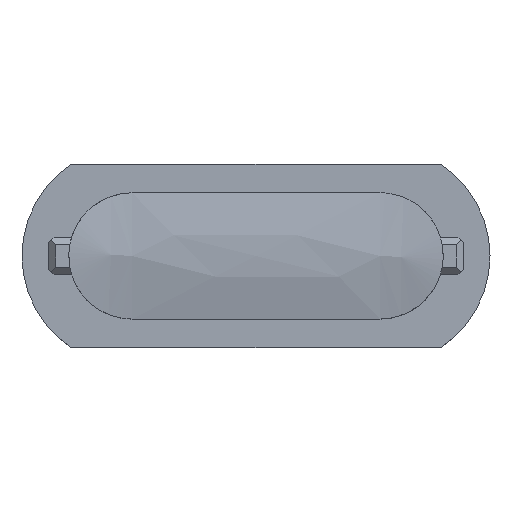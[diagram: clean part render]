
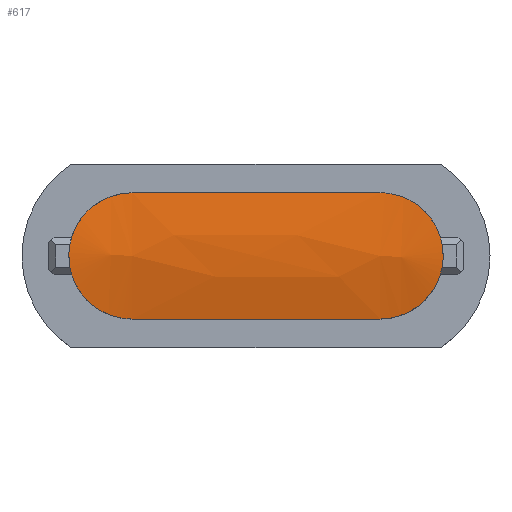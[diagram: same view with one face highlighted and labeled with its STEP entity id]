
A CAD part, top view. The second image highlights one B-rep face of the part: STEP entity #617.
In plain terms, the highlighted free-form (B-spline) face has degree [2, 1] with [5, 2] control points.
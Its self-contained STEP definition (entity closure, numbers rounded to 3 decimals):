
#15=(
BOUNDED_SURFACE()
B_SPLINE_SURFACE(2,1,((#1059,#1060),(#1061,#1062),(#1063,#1064),(#1065,
#1066),(#1067,#1068)),.UNSPECIFIED.,.F.,.F.,.F.)
B_SPLINE_SURFACE_WITH_KNOTS((3,2,3),(2,2),(-206.3,-200.811,
-195.321),(0.,3.72),.UNSPECIFIED.)
GEOMETRIC_REPRESENTATION_ITEM()
RATIONAL_B_SPLINE_SURFACE(((0.87,0.87),(0.903,
0.903),(1.,1.),(0.903,0.903),(0.87,
0.87)))
REPRESENTATION_ITEM('')
SURFACE()
);
#19=B_SPLINE_CURVE_WITH_KNOTS('',3,(#910,#911,#912,#913,#914,#915,#916,
#917,#918,#919,#920,#921,#922,#923,#924,#925,#926,#927,#928,#929,#930,#931,
#932,#933,#934,#935),.UNSPECIFIED.,.F.,.F.,(4,2,2,2,2,2,2,2,2,2,2,2,4),
(0.,0.034,0.074,0.156,
0.292,0.418,0.554,0.689,
0.815,0.951,1.033,1.073,1.107),
 .UNSPECIFIED.);
#20=B_SPLINE_CURVE_WITH_KNOTS('',3,(#998,#999,#1000,#1001,#1002,#1003,#1004,
#1005,#1006,#1007,#1008,#1009,#1010,#1011,#1012,#1013,#1014,#1015,#1016,
#1017,#1018,#1019,#1020,#1021,#1022,#1023),.UNSPECIFIED.,.F.,.F.,(4,2,2,
2,2,2,2,2,2,2,2,2,4),(0.,0.034,0.074,
0.156,0.292,0.418,0.554,
0.689,0.815,0.951,1.033,1.073,
1.107),.UNSPECIFIED.);
#70=FACE_OUTER_BOUND('',#104,.T.);
#104=EDGE_LOOP('',(#518,#519,#520,#521));
#172=LINE('',#1069,#236);
#173=LINE('',#1070,#237);
#236=VECTOR('',#819,10.);
#237=VECTOR('',#820,10.);
#259=VERTEX_POINT('',#908);
#260=VERTEX_POINT('',#909);
#281=VERTEX_POINT('',#996);
#282=VERTEX_POINT('',#997);
#323=EDGE_CURVE('',#259,#260,#19,.T.);
#354=EDGE_CURVE('',#281,#282,#20,.T.);
#374=EDGE_CURVE('',#282,#259,#172,.T.);
#375=EDGE_CURVE('',#260,#281,#173,.T.);
#518=ORIENTED_EDGE('',*,*,#354,.T.);
#519=ORIENTED_EDGE('',*,*,#374,.T.);
#520=ORIENTED_EDGE('',*,*,#323,.T.);
#521=ORIENTED_EDGE('',*,*,#375,.T.);
#617=ADVANCED_FACE('',(#70),#15,.T.);
#819=DIRECTION('',(-1.,0.,0.));
#820=DIRECTION('',(1.,0.,0.));
#908=CARTESIAN_POINT('',(-40.893,3.5,10.576));
#909=CARTESIAN_POINT('',(-40.893,-3.5,10.576));
#910=CARTESIAN_POINT('Ctrl Pts',(-40.893,3.5,10.576));
#911=CARTESIAN_POINT('Ctrl Pts',(-41.007,3.5,10.576));
#912=CARTESIAN_POINT('Ctrl Pts',(-41.121,3.494,10.577));
#913=CARTESIAN_POINT('Ctrl Pts',(-41.366,3.47,10.584));
#914=CARTESIAN_POINT('Ctrl Pts',(-41.498,3.45,10.589));
#915=CARTESIAN_POINT('Ctrl Pts',(-41.895,3.365,10.613));
#916=CARTESIAN_POINT('Ctrl Pts',(-42.154,3.277,10.636));
#917=CARTESIAN_POINT('Ctrl Pts',(-42.806,2.965,10.713));
#918=CARTESIAN_POINT('Ctrl Pts',(-43.171,2.695,10.776));
#919=CARTESIAN_POINT('Ctrl Pts',(-43.755,2.057,10.892));
#920=CARTESIAN_POINT('Ctrl Pts',(-43.98,1.702,10.946));
#921=CARTESIAN_POINT('Ctrl Pts',(-44.306,0.898,11.026));
#922=CARTESIAN_POINT('Ctrl Pts',(-44.393,0.452,11.05));
#923=CARTESIAN_POINT('Ctrl Pts',(-44.393,-0.452,11.05));
#924=CARTESIAN_POINT('Ctrl Pts',(-44.306,-0.898,11.026));
#925=CARTESIAN_POINT('Ctrl Pts',(-43.98,-1.702,10.946));
#926=CARTESIAN_POINT('Ctrl Pts',(-43.755,-2.057,10.893));
#927=CARTESIAN_POINT('Ctrl Pts',(-43.171,-2.695,10.776));
#928=CARTESIAN_POINT('Ctrl Pts',(-42.806,-2.965,10.713));
#929=CARTESIAN_POINT('Ctrl Pts',(-42.154,-3.276,10.636));
#930=CARTESIAN_POINT('Ctrl Pts',(-41.895,-3.365,10.613));
#931=CARTESIAN_POINT('Ctrl Pts',(-41.498,-3.45,10.589));
#932=CARTESIAN_POINT('Ctrl Pts',(-41.366,-3.47,10.584));
#933=CARTESIAN_POINT('Ctrl Pts',(-41.121,-3.494,10.577));
#934=CARTESIAN_POINT('Ctrl Pts',(-41.007,-3.5,10.576));
#935=CARTESIAN_POINT('Ctrl Pts',(-40.893,-3.5,10.576));
#996=CARTESIAN_POINT('',(-27.143,-3.5,10.576));
#997=CARTESIAN_POINT('',(-27.143,3.5,10.576));
#998=CARTESIAN_POINT('Ctrl Pts',(-27.143,-3.5,10.576));
#999=CARTESIAN_POINT('Ctrl Pts',(-27.03,-3.5,10.576));
#1000=CARTESIAN_POINT('Ctrl Pts',(-26.916,-3.494,10.577));
#1001=CARTESIAN_POINT('Ctrl Pts',(-26.67,-3.47,10.584));
#1002=CARTESIAN_POINT('Ctrl Pts',(-26.539,-3.45,10.589));
#1003=CARTESIAN_POINT('Ctrl Pts',(-26.142,-3.365,10.613));
#1004=CARTESIAN_POINT('Ctrl Pts',(-25.883,-3.277,10.636));
#1005=CARTESIAN_POINT('Ctrl Pts',(-25.23,-2.965,10.713));
#1006=CARTESIAN_POINT('Ctrl Pts',(-24.865,-2.695,10.776));
#1007=CARTESIAN_POINT('Ctrl Pts',(-24.281,-2.057,10.893));
#1008=CARTESIAN_POINT('Ctrl Pts',(-24.057,-1.702,10.946));
#1009=CARTESIAN_POINT('Ctrl Pts',(-23.731,-0.898,
11.026));
#1010=CARTESIAN_POINT('Ctrl Pts',(-23.643,-0.452,11.05));
#1011=CARTESIAN_POINT('Ctrl Pts',(-23.643,0.452,11.05));
#1012=CARTESIAN_POINT('Ctrl Pts',(-23.731,0.898,11.026));
#1013=CARTESIAN_POINT('Ctrl Pts',(-24.057,1.702,10.946));
#1014=CARTESIAN_POINT('Ctrl Pts',(-24.281,2.057,10.893));
#1015=CARTESIAN_POINT('Ctrl Pts',(-24.865,2.695,10.776));
#1016=CARTESIAN_POINT('Ctrl Pts',(-25.23,2.965,10.713));
#1017=CARTESIAN_POINT('Ctrl Pts',(-25.883,3.277,10.636));
#1018=CARTESIAN_POINT('Ctrl Pts',(-26.142,3.365,10.613));
#1019=CARTESIAN_POINT('Ctrl Pts',(-26.539,3.45,10.589));
#1020=CARTESIAN_POINT('Ctrl Pts',(-26.67,3.47,10.584));
#1021=CARTESIAN_POINT('Ctrl Pts',(-26.916,3.494,10.577));
#1022=CARTESIAN_POINT('Ctrl Pts',(-27.03,3.5,10.576));
#1023=CARTESIAN_POINT('Ctrl Pts',(-27.143,3.5,10.576));
#1059=CARTESIAN_POINT('Ctrl Pts',(-18.519,-5.616,9.776));
#1060=CARTESIAN_POINT('Ctrl Pts',(-55.72,-5.616,9.776));
#1061=CARTESIAN_POINT('Ctrl Pts',(-18.519,-2.999,11.05));
#1062=CARTESIAN_POINT('Ctrl Pts',(-55.72,-2.999,11.05));
#1063=CARTESIAN_POINT('Ctrl Pts',(-18.519,0.,
11.05));
#1064=CARTESIAN_POINT('Ctrl Pts',(-55.72,0.,
11.05));
#1065=CARTESIAN_POINT('Ctrl Pts',(-18.519,2.999,11.05));
#1066=CARTESIAN_POINT('Ctrl Pts',(-55.72,2.999,11.05));
#1067=CARTESIAN_POINT('Ctrl Pts',(-18.519,5.616,9.776));
#1068=CARTESIAN_POINT('Ctrl Pts',(-55.72,5.616,9.776));
#1069=CARTESIAN_POINT('',(-27.143,3.5,10.576));
#1070=CARTESIAN_POINT('',(-40.893,-3.5,10.576));
